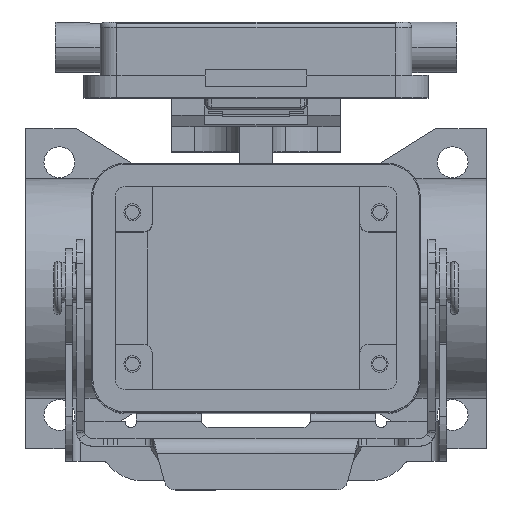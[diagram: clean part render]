
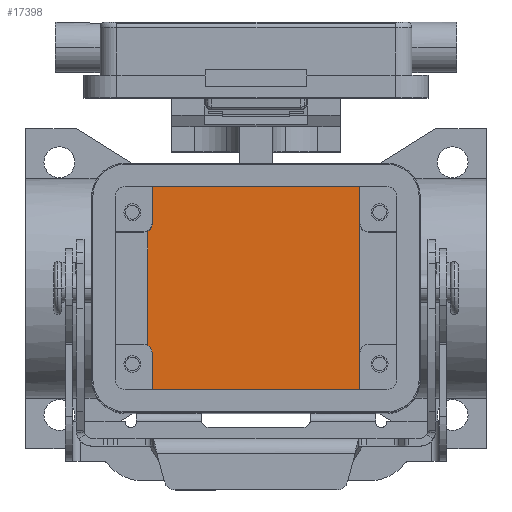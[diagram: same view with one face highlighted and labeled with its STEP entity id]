
A CAD part, top view. The second image highlights one B-rep face of the part: STEP entity #17398.
In plain terms, the highlighted planar face has unit normal (0, 0, 1).
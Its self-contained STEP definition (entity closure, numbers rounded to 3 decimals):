
#17325=CARTESIAN_POINT('',(0.,0.,-62.0));
#17326=DIRECTION('',(0.0,0.0,1.0));
#17327=DIRECTION('',(1.0,0.0,0.0));
#17328=AXIS2_PLACEMENT_3D('',#17325,#17326,#17327);
#17329=PLANE('',#17328);
#17330=CARTESIAN_POINT('',(-19.25,10.201,-62.0));
#17331=VERTEX_POINT('',#17330);
#17332=CARTESIAN_POINT('',(-19.25,-10.201,-62.0));
#17333=VERTEX_POINT('',#17332);
#17334=CARTESIAN_POINT('',(-19.25,10.201,-62.0));
#17335=DIRECTION('',(0.0,-1.0,0.0));
#17336=VECTOR('',#17335,20.402);
#17337=LINE('',#17334,#17336);
#17338=EDGE_CURVE('',#17331,#17333,#17337,.T.);
#17339=ORIENTED_EDGE('',*,*,#17338,.T.);
#17340=CARTESIAN_POINT('',(-18.5,-11.5,-62.));
#17341=VERTEX_POINT('',#17340);
#17342=CARTESIAN_POINT('',(-20.0,-11.5,-62.0));
#17343=DIRECTION('',(0.0,0.0,-1.0));
#17344=DIRECTION('',(-1.0,0.0,0.0));
#17345=AXIS2_PLACEMENT_3D('',#17342,#17343,#17344);
#17346=CIRCLE('',#17345,1.5);
#17347=EDGE_CURVE('',#17333,#17341,#17346,.T.);
#17348=ORIENTED_EDGE('',*,*,#17347,.T.);
#17349=CARTESIAN_POINT('',(-18.5,-18.25,-62.));
#17350=VERTEX_POINT('',#17349);
#17351=CARTESIAN_POINT('',(-18.5,-11.5,-62.));
#17352=DIRECTION('',(0.0,-1.0,0.0));
#17353=VECTOR('',#17352,6.75);
#17354=LINE('',#17351,#17353);
#17355=EDGE_CURVE('',#17341,#17350,#17354,.T.);
#17356=ORIENTED_EDGE('',*,*,#17355,.T.);
#17357=CARTESIAN_POINT('',(18.5,-18.25,-62.));
#17358=VERTEX_POINT('',#17357);
#17359=CARTESIAN_POINT('',(-18.5,-18.25,-62.));
#17360=DIRECTION('',(1.0,0.0,0.0));
#17361=VECTOR('',#17360,37.);
#17362=LINE('',#17359,#17361);
#17363=EDGE_CURVE('',#17350,#17358,#17362,.T.);
#17364=ORIENTED_EDGE('',*,*,#17363,.T.);
#17365=CARTESIAN_POINT('',(18.5,18.25,-62.));
#17366=VERTEX_POINT('',#17365);
#17367=CARTESIAN_POINT('',(18.5,-18.25,-62.));
#17368=DIRECTION('',(0.0,1.0,0.0));
#17369=VECTOR('',#17368,36.5);
#17370=LINE('',#17367,#17369);
#17371=EDGE_CURVE('',#17358,#17366,#17370,.T.);
#17372=ORIENTED_EDGE('',*,*,#17371,.T.);
#17373=CARTESIAN_POINT('',(-18.5,18.25,-62.));
#17374=VERTEX_POINT('',#17373);
#17375=CARTESIAN_POINT('',(18.5,18.25,-62.));
#17376=DIRECTION('',(-1.0,0.0,0.0));
#17377=VECTOR('',#17376,37.);
#17378=LINE('',#17375,#17377);
#17379=EDGE_CURVE('',#17366,#17374,#17378,.T.);
#17380=ORIENTED_EDGE('',*,*,#17379,.T.);
#17381=CARTESIAN_POINT('',(-18.5,11.5,-62.));
#17382=VERTEX_POINT('',#17381);
#17383=CARTESIAN_POINT('',(-18.5,18.25,-62.));
#17384=DIRECTION('',(0.0,-1.0,0.0));
#17385=VECTOR('',#17384,6.75);
#17386=LINE('',#17383,#17385);
#17387=EDGE_CURVE('',#17374,#17382,#17386,.T.);
#17388=ORIENTED_EDGE('',*,*,#17387,.T.);
#17389=CARTESIAN_POINT('',(-20.0,11.5,-62.0));
#17390=DIRECTION('',(0.0,0.0,-1.0));
#17391=DIRECTION('',(0.0,-1.0,0.0));
#17392=AXIS2_PLACEMENT_3D('',#17389,#17390,#17391);
#17393=CIRCLE('',#17392,1.5);
#17394=EDGE_CURVE('',#17382,#17331,#17393,.T.);
#17395=ORIENTED_EDGE('',*,*,#17394,.T.);
#17396=EDGE_LOOP('',(#17339,#17348,#17356,#17364,#17372,#17380,#17388,#17395));
#17397=FACE_OUTER_BOUND('',#17396,.T.);
#17398=ADVANCED_FACE('',(#17397),#17329,.T.);
